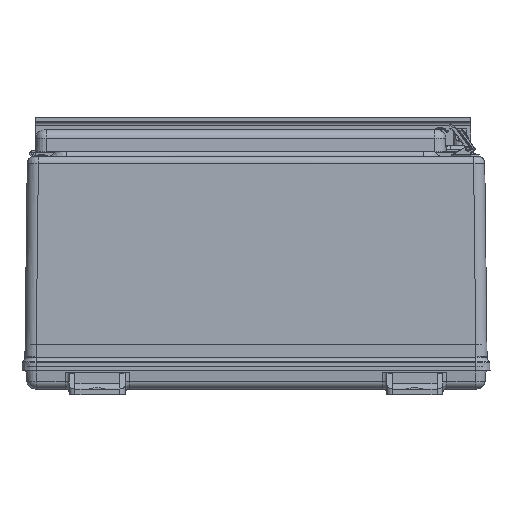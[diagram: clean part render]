
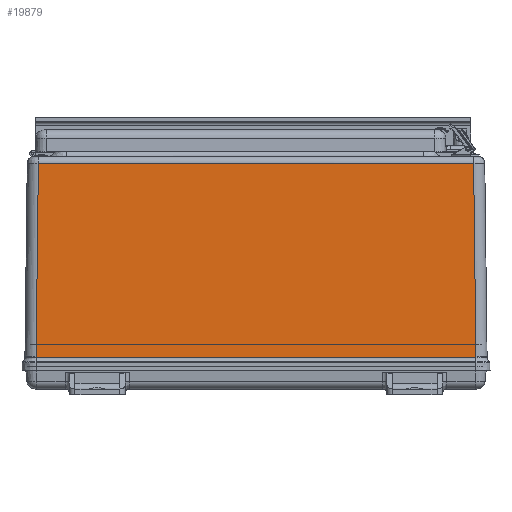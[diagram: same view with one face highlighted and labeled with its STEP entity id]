
A CAD part, front view. The second image highlights one B-rep face of the part: STEP entity #19879.
In plain terms, the highlighted planar face has unit normal (0, -1, 0.012).
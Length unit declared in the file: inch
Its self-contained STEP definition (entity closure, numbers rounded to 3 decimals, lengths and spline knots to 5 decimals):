
#2056 = ORIENTED_EDGE ( 'NONE', *, *, #4264, .F. ) ;
#2358 = ORIENTED_EDGE ( 'NONE', *, *, #48206, .T. ) ;
#3591 = LINE ( 'NONE', #55938, #34099 ) ;
#4264 = EDGE_CURVE ( 'NONE', #52833, #24111, #34617, .T. ) ;
#5535 = VECTOR ( 'NONE', #23540, 39.37008 ) ;
#6149 = VERTEX_POINT ( 'NONE', #58912 ) ;
#6158 = VERTEX_POINT ( 'NONE', #7619 ) ;
#7619 = CARTESIAN_POINT ( 'NONE',  ( -9.86847, -15.2405, 0. ) ) ;
#8257 = LINE ( 'NONE', #63951, #29092 ) ;
#8778 = ORIENTED_EDGE ( 'NONE', *, *, #60921, .T. ) ;
#10696 = DIRECTION ( 'NONE',  ( 1., 0., 0. ) ) ;
#11009 = ORIENTED_EDGE ( 'NONE', *, *, #41779, .T. ) ;
#12012 = CARTESIAN_POINT ( 'NONE',  ( -9.76539, -15.1374, 8.68884 ) ) ;
#14050 = CARTESIAN_POINT ( 'NONE',  ( 9.86849, -15.2405, 0. ) ) ;
#16472 = VECTOR ( 'NONE', #19167, 39.37008 ) ;
#17982 = LINE ( 'NONE', #20179, #48535 ) ;
#19167 = DIRECTION ( 'NONE',  ( -0.012, 0.012, 1. ) ) ;
#19879 = ADVANCED_FACE ( 'NONE', ( #60217 ), #37854, .T. ) ;
#19966 = DIRECTION ( 'NONE',  ( -1., 0., 0. ) ) ;
#20179 = CARTESIAN_POINT ( 'NONE',  ( -10.36845, -15.1374, 8.68884 ) ) ;
#22333 = DIRECTION ( 'NONE',  ( 0., -0.012, -1. ) ) ;
#22589 = DIRECTION ( 'NONE',  ( 0., -0.012, -1. ) ) ;
#22606 = CARTESIAN_POINT ( 'NONE',  ( 9.86847, -15.2405, 0. ) ) ;
#23540 = DIRECTION ( 'NONE',  ( 0., -0.012, -1. ) ) ;
#24111 = VERTEX_POINT ( 'NONE', #51060 ) ;
#27640 = AXIS2_PLACEMENT_3D ( 'NONE', #38509, #27706, #22333 ) ;
#27706 = DIRECTION ( 'NONE',  ( 0., -1., 0.012 ) ) ;
#27771 = EDGE_CURVE ( 'NONE', #6149, #24111, #3591, .T. ) ;
#27797 = CARTESIAN_POINT ( 'NONE',  ( 9.76539, -15.1374, 8.68884 ) ) ;
#28950 = VECTOR ( 'NONE', #22589, 39.37008 ) ;
#29092 = VECTOR ( 'NONE', #43843, 39.37008 ) ;
#29614 = VERTEX_POINT ( 'NONE', #27797 ) ;
#29992 = ORIENTED_EDGE ( 'NONE', *, *, #27771, .T. ) ;
#33368 = LINE ( 'NONE', #14050, #16472 ) ;
#34099 = VECTOR ( 'NONE', #10696, 39.37008 ) ;
#34617 = LINE ( 'NONE', #35643, #28950 ) ;
#35643 = CARTESIAN_POINT ( 'NONE',  ( 9.86846, -15.24054, -0.00328 ) ) ;
#36629 = VERTEX_POINT ( 'NONE', #12012 ) ;
#37576 = EDGE_CURVE ( 'NONE', #6158, #36629, #8257, .T. ) ;
#37854 = PLANE ( 'NONE',  #27640 ) ;
#38509 = CARTESIAN_POINT ( 'NONE',  ( -10.36845, -15.2405, 0. ) ) ;
#38848 = EDGE_LOOP ( 'NONE', ( #55774, #11009, #29992, #2056, #8778, #2358 ) ) ;
#41779 = EDGE_CURVE ( 'NONE', #6158, #6149, #61602, .T. ) ;
#43843 = DIRECTION ( 'NONE',  ( 0.012, 0.012, 1. ) ) ;
#48206 = EDGE_CURVE ( 'NONE', #29614, #36629, #17982, .T. ) ;
#48535 = VECTOR ( 'NONE', #19966, 39.37008 ) ;
#51060 = CARTESIAN_POINT ( 'NONE',  ( 9.86846, -15.24058, -0.00656 ) ) ;
#52833 = VERTEX_POINT ( 'NONE', #22606 ) ;
#55774 = ORIENTED_EDGE ( 'NONE', *, *, #37576, .F. ) ;
#55938 = CARTESIAN_POINT ( 'NONE',  ( -10.36845, -15.24058, -0.00656 ) ) ;
#58912 = CARTESIAN_POINT ( 'NONE',  ( -9.86846, -15.24058, -0.00656 ) ) ;
#60217 = FACE_OUTER_BOUND ( 'NONE', #38848, .T. ) ;
#60921 = EDGE_CURVE ( 'NONE', #52833, #29614, #33368, .T. ) ;
#61602 = LINE ( 'NONE', #64026, #5535 ) ;
#63951 = CARTESIAN_POINT ( 'NONE',  ( -9.86641, -15.23843, 0.17485 ) ) ;
#64026 = CARTESIAN_POINT ( 'NONE',  ( -9.86846, -15.2405, 0. ) ) ;
